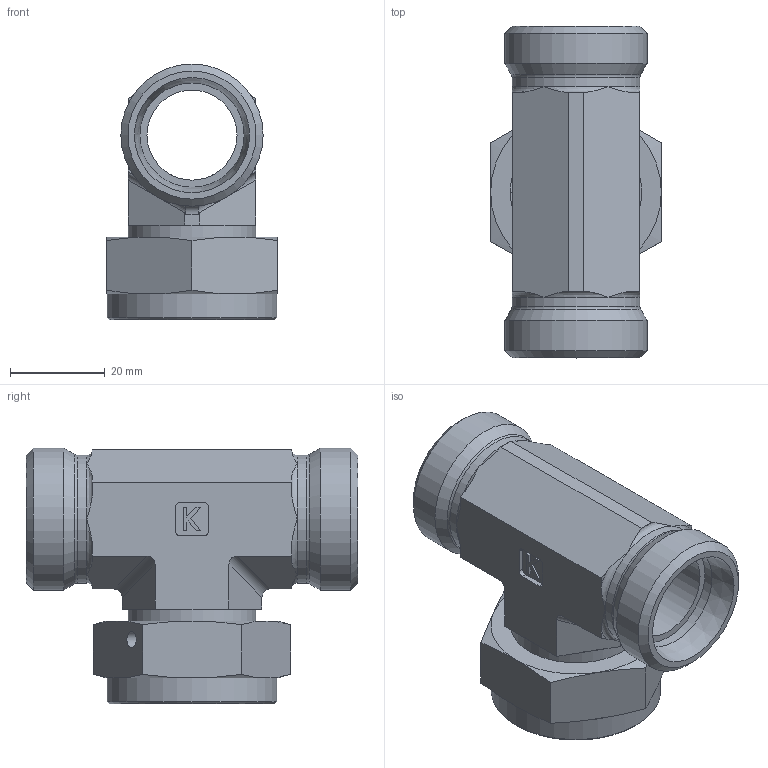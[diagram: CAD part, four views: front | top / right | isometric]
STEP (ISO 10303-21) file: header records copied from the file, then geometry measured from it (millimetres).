
FILE_DESCRIPTION((''),'2;1');
FILE_NAME('3765223022.stp','2014-09-10T15:42:30',(''),('KNOMI spol. s r. o.'),'Autodesk Inventor 2012','Autodesk Inventor 2012','');
FILE_SCHEMA(('AUTOMOTIVE_DESIGN { 1 2 10303 214 0 1 1 1 }'));
Length unit declared in the file: millimetre
Products named in the file (5): TSSO2 22L  M30x2/M30x2 v.z; 3775 223022; 395 2230; 9903230; 60720020
Assembly tree (4 placements, depth 2):
  TSSO2 22L  M30x2/M30x2 v.z
    3775 223022
    395 2230
    9903230
    60720020
Bounding box: 36 x 70 x 54 mm (x, y, z)
Volume: 39274.1 mm3; surface area: 20835.5 mm2
Topology: 4 solids, 4 shells, 148 faces, 352 edges, 220 vertices
Faces by surface type: plane 74, cone 26, cylinder 25, torus 22, bspline 1
Full cylindrical faces by diameter (mm): 3.2 x1, 3.4 x1, 15 x1, 19 x1, 22 x2, 27 x4, 27.75 x1, 27.835 x1, 30 x2, 35.8 x1
Entity records: 4438 total; most frequent: CARTESIAN_POINT 969, DIRECTION 676, ORIENTED_EDGE 602, EDGE_CURVE 301, AXIS2_PLACEMENT_3D 272, VERTEX_POINT 207, EDGE_LOOP 204, STYLED_ITEM 152
